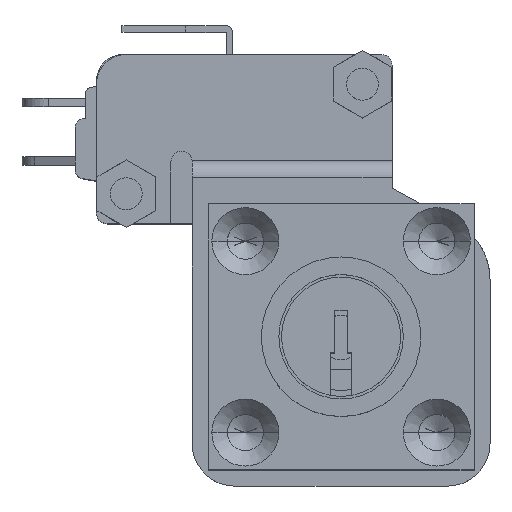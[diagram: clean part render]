
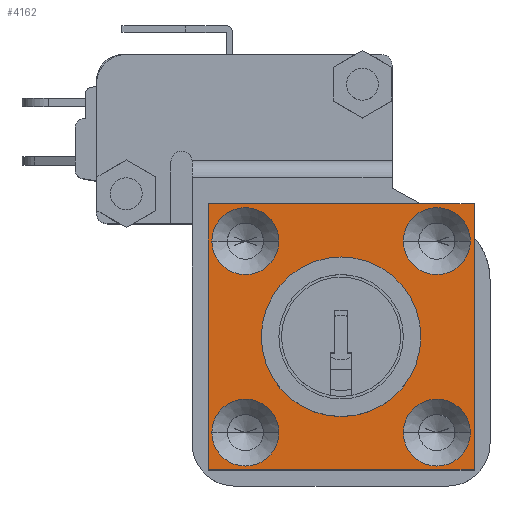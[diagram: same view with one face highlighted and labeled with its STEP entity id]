
A CAD part, top view. The second image highlights one B-rep face of the part: STEP entity #4162.
In plain terms, the highlighted planar face has unit normal (0, 0, 1).
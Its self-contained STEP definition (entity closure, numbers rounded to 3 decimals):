
#4 = EDGE_CURVE ( 'NONE', #6152, #6153, #16374, .T. ) ;
#241 = CARTESIAN_POINT ( 'NONE',  ( -9., 9., -5. ) ) ;
#242 = DIRECTION ( 'NONE',  ( 0., 0., 1. ) ) ;
#243 = DIRECTION ( 'NONE',  ( 1., 0., 0. ) ) ;
#244 = CARTESIAN_POINT ( 'NONE',  ( 9., 9., -5. ) ) ;
#245 = DIRECTION ( 'NONE',  ( 0., 0., 1. ) ) ;
#246 = DIRECTION ( 'NONE',  ( 1., 0., 0. ) ) ;
#247 = CARTESIAN_POINT ( 'NONE',  ( 9., -9., -5. ) ) ;
#248 = DIRECTION ( 'NONE',  ( 0., 0., 1. ) ) ;
#249 = DIRECTION ( 'NONE',  ( 1., 0., 0. ) ) ;
#250 = CARTESIAN_POINT ( 'NONE',  ( -9., -9., -5. ) ) ;
#251 = DIRECTION ( 'NONE',  ( 0., 0., 1. ) ) ;
#252 = DIRECTION ( 'NONE',  ( 1., 0., 0. ) ) ;
#253 = CARTESIAN_POINT ( 'NONE',  ( -12.5, -12.5, -5. ) ) ;
#254 = DIRECTION ( 'NONE',  ( 1., 0., 0. ) ) ;
#255 = CARTESIAN_POINT ( 'NONE',  ( -12.5, 12.5, -5. ) ) ;
#256 = DIRECTION ( 'NONE',  ( 0., -1., 0. ) ) ;
#257 = CARTESIAN_POINT ( 'NONE',  ( 12.5, 12.5, -5. ) ) ;
#258 = DIRECTION ( 'NONE',  ( 0., 1., 0. ) ) ;
#261 = CARTESIAN_POINT ( 'NONE',  ( -12.5, 12.5, -5. ) ) ;
#262 = DIRECTION ( 'NONE',  ( -1., 0., 0. ) ) ;
#520 = CARTESIAN_POINT ( 'NONE',  ( 0., 0., -5. ) ) ;
#521 = DIRECTION ( 'NONE',  ( 0., 0., 1. ) ) ;
#522 = DIRECTION ( 'NONE',  ( 1., 0., 0. ) ) ;
#1313 = EDGE_CURVE ( 'NONE', #6131, #6132, #3196, .T. ) ;
#1322 = EDGE_CURVE ( 'NONE', #6138, #6139, #3209, .T. ) ;
#1331 = EDGE_CURVE ( 'NONE', #6145, #6146, #3221, .T. ) ;
#1431 = EDGE_CURVE ( 'NONE', #6237, #6236, #4739, .T. ) ;
#2435 = CIRCLE ( 'NONE', #2437, 7.5 ) ;
#2437 = AXIS2_PLACEMENT_3D ( 'NONE', #520, #521, #522 ) ;
#2522 = CIRCLE ( 'NONE', #3014, 3.15 ) ;
#2700 = CARTESIAN_POINT ( 'NONE',  ( 0., 0., -5. ) ) ;
#2701 = DIRECTION ( 'NONE',  ( 0., 0., 1. ) ) ;
#2702 = DIRECTION ( 'NONE',  ( 1., 0., 0. ) ) ;
#2853 = EDGE_CURVE ( 'NONE', #6236, #6237, #2435, .T. ) ;
#2932 = EDGE_CURVE ( 'NONE', #6132, #6131, #2522, .T. ) ;
#2933 = EDGE_CURVE ( 'NONE', #6139, #6138, #3004, .T. ) ;
#2934 = EDGE_CURVE ( 'NONE', #6146, #6145, #3009, .T. ) ;
#2935 = EDGE_CURVE ( 'NONE', #6153, #6152, #3012, .T. ) ;
#2936 = EDGE_CURVE ( 'NONE', #6325, #6326, #9054, .T. ) ;
#2937 = EDGE_CURVE ( 'NONE', #6324, #6325, #9055, .T. ) ;
#2938 = EDGE_CURVE ( 'NONE', #6326, #6327, #9056, .T. ) ;
#2940 = EDGE_CURVE ( 'NONE', #6327, #6324, #9058, .T. ) ;
#3004 = CIRCLE ( 'NONE', #3015, 3.15 ) ;
#3009 = CIRCLE ( 'NONE', #3016, 3.15 ) ;
#3012 = CIRCLE ( 'NONE', #3017, 3.15 ) ;
#3014 = AXIS2_PLACEMENT_3D ( 'NONE', #241, #242, #243 ) ;
#3015 = AXIS2_PLACEMENT_3D ( 'NONE', #244, #245, #246 ) ;
#3016 = AXIS2_PLACEMENT_3D ( 'NONE', #247, #248, #249 ) ;
#3017 = AXIS2_PLACEMENT_3D ( 'NONE', #250, #251, #252 ) ;
#3018 = VECTOR ( 'NONE', #254, 1000. ) ;
#3019 = VECTOR ( 'NONE', #256, 1000. ) ;
#3020 = VECTOR ( 'NONE', #258, 1000. ) ;
#3022 = VECTOR ( 'NONE', #262, 1000. ) ;
#3196 = CIRCLE ( 'NONE', #3198, 3.15 ) ;
#3198 = AXIS2_PLACEMENT_3D ( 'NONE', #4405, #4406, #4407 ) ;
#3209 = CIRCLE ( 'NONE', #3211, 3.15 ) ;
#3211 = AXIS2_PLACEMENT_3D ( 'NONE', #4426, #4427, #4428 ) ;
#3221 = CIRCLE ( 'NONE', #3223, 3.15 ) ;
#3223 = AXIS2_PLACEMENT_3D ( 'NONE', #4447, #4448, #4449 ) ;
#4162 = ADVANCED_FACE ( 'NONE', ( #10984, #10985, #10986, #10987, #10988, #10989 ), #12384, .T. ) ;
#4405 = CARTESIAN_POINT ( 'NONE',  ( -9., 9., -5. ) ) ;
#4406 = DIRECTION ( 'NONE',  ( 0., 0., 1. ) ) ;
#4407 = DIRECTION ( 'NONE',  ( 1., 0., 0. ) ) ;
#4426 = CARTESIAN_POINT ( 'NONE',  ( 9., 9., -5. ) ) ;
#4427 = DIRECTION ( 'NONE',  ( 0., 0., 1. ) ) ;
#4428 = DIRECTION ( 'NONE',  ( 1., 0., 0. ) ) ;
#4447 = CARTESIAN_POINT ( 'NONE',  ( 9., -9., -5. ) ) ;
#4448 = DIRECTION ( 'NONE',  ( 0., 0., 1. ) ) ;
#4449 = DIRECTION ( 'NONE',  ( 1., 0., 0. ) ) ;
#4739 = CIRCLE ( 'NONE', #4740, 7.5 ) ;
#4740 = AXIS2_PLACEMENT_3D ( 'NONE', #2700, #2701, #2702 ) ;
#5845 = EDGE_LOOP ( 'NONE', ( #8524, #8526 ) ) ;
#5846 = EDGE_LOOP ( 'NONE', ( #8527, #8529 ) ) ;
#5847 = EDGE_LOOP ( 'NONE', ( #8525, #8531 ) ) ;
#5848 = EDGE_LOOP ( 'NONE', ( #8528, #8532 ) ) ;
#5849 = EDGE_LOOP ( 'NONE', ( #8530, #8534, #8533, #8535 ) ) ;
#5850 = EDGE_LOOP ( 'NONE', ( #8537, #8536 ) ) ;
#6131 = VERTEX_POINT ( 'NONE', #14765 ) ;
#6132 = VERTEX_POINT ( 'NONE', #14766 ) ;
#6138 = VERTEX_POINT ( 'NONE', #14772 ) ;
#6139 = VERTEX_POINT ( 'NONE', #14773 ) ;
#6145 = VERTEX_POINT ( 'NONE', #14779 ) ;
#6146 = VERTEX_POINT ( 'NONE', #14780 ) ;
#6152 = VERTEX_POINT ( 'NONE', #14786 ) ;
#6153 = VERTEX_POINT ( 'NONE', #14787 ) ;
#6236 = VERTEX_POINT ( 'NONE', #14870 ) ;
#6237 = VERTEX_POINT ( 'NONE', #14871 ) ;
#6324 = VERTEX_POINT ( 'NONE', #14958 ) ;
#6325 = VERTEX_POINT ( 'NONE', #14959 ) ;
#6326 = VERTEX_POINT ( 'NONE', #14960 ) ;
#6327 = VERTEX_POINT ( 'NONE', #14961 ) ;
#7948 = CARTESIAN_POINT ( 'NONE',  ( -9., -9., -5. ) ) ;
#7949 = DIRECTION ( 'NONE',  ( 0., 0., 1. ) ) ;
#7950 = DIRECTION ( 'NONE',  ( 1., 0., 0. ) ) ;
#8524 = ORIENTED_EDGE ( 'NONE', *, *, #2932, .F. ) ;
#8525 = ORIENTED_EDGE ( 'NONE', *, *, #2934, .F. ) ;
#8526 = ORIENTED_EDGE ( 'NONE', *, *, #1313, .F. ) ;
#8527 = ORIENTED_EDGE ( 'NONE', *, *, #2933, .F. ) ;
#8528 = ORIENTED_EDGE ( 'NONE', *, *, #2935, .F. ) ;
#8529 = ORIENTED_EDGE ( 'NONE', *, *, #1322, .F. ) ;
#8530 = ORIENTED_EDGE ( 'NONE', *, *, #2937, .T. ) ;
#8531 = ORIENTED_EDGE ( 'NONE', *, *, #1331, .F. ) ;
#8532 = ORIENTED_EDGE ( 'NONE', *, *, #4, .F. ) ;
#8533 = ORIENTED_EDGE ( 'NONE', *, *, #2938, .T. ) ;
#8534 = ORIENTED_EDGE ( 'NONE', *, *, #2936, .T. ) ;
#8535 = ORIENTED_EDGE ( 'NONE', *, *, #2940, .T. ) ;
#8536 = ORIENTED_EDGE ( 'NONE', *, *, #1431, .F. ) ;
#8537 = ORIENTED_EDGE ( 'NONE', *, *, #2853, .F. ) ;
#9054 = LINE ( 'NONE', #253, #3018 ) ;
#9055 = LINE ( 'NONE', #255, #3019 ) ;
#9056 = LINE ( 'NONE', #257, #3020 ) ;
#9058 = LINE ( 'NONE', #261, #3022 ) ;
#10578 = AXIS2_PLACEMENT_3D ( 'NONE', #12385, #12386, #12387 ) ;
#10984 = FACE_BOUND ( 'NONE', #5845, .T. ) ;
#10985 = FACE_BOUND ( 'NONE', #5846, .T. ) ;
#10986 = FACE_BOUND ( 'NONE', #5847, .T. ) ;
#10987 = FACE_BOUND ( 'NONE', #5848, .T. ) ;
#10988 = FACE_OUTER_BOUND ( 'NONE', #5849, .T. ) ;
#10989 = FACE_BOUND ( 'NONE', #5850, .T. ) ;
#12384 = PLANE ( 'NONE',  #10578 ) ;
#12385 = CARTESIAN_POINT ( 'NONE',  ( -12.5, -12.5, -5. ) ) ;
#12386 = DIRECTION ( 'NONE',  ( 0., 0., 1. ) ) ;
#12387 = DIRECTION ( 'NONE',  ( 1., 0., 0. ) ) ;
#14765 = CARTESIAN_POINT ( 'NONE',  ( -12.15, 9., -5. ) ) ;
#14766 = CARTESIAN_POINT ( 'NONE',  ( -5.85, 9., -5. ) ) ;
#14772 = CARTESIAN_POINT ( 'NONE',  ( 5.85, 9., -5. ) ) ;
#14773 = CARTESIAN_POINT ( 'NONE',  ( 12.15, 9., -5. ) ) ;
#14779 = CARTESIAN_POINT ( 'NONE',  ( 5.85, -9., -5. ) ) ;
#14780 = CARTESIAN_POINT ( 'NONE',  ( 12.15, -9., -5. ) ) ;
#14786 = CARTESIAN_POINT ( 'NONE',  ( -12.15, -9., -5. ) ) ;
#14787 = CARTESIAN_POINT ( 'NONE',  ( -5.85, -9., -5. ) ) ;
#14870 = CARTESIAN_POINT ( 'NONE',  ( 7.5, 0., -5. ) ) ;
#14871 = CARTESIAN_POINT ( 'NONE',  ( -7.5, 0., -5. ) ) ;
#14958 = CARTESIAN_POINT ( 'NONE',  ( -12.5, 12.5, -5. ) ) ;
#14959 = CARTESIAN_POINT ( 'NONE',  ( -12.5, -12.5, -5. ) ) ;
#14960 = CARTESIAN_POINT ( 'NONE',  ( 12.5, -12.5, -5. ) ) ;
#14961 = CARTESIAN_POINT ( 'NONE',  ( 12.5, 12.5, -5. ) ) ;
#16367 = AXIS2_PLACEMENT_3D ( 'NONE', #7948, #7949, #7950 ) ;
#16374 = CIRCLE ( 'NONE', #16367, 3.15 ) ;
